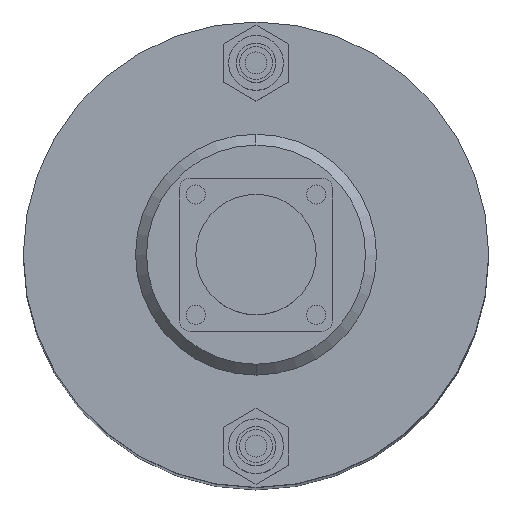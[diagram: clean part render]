
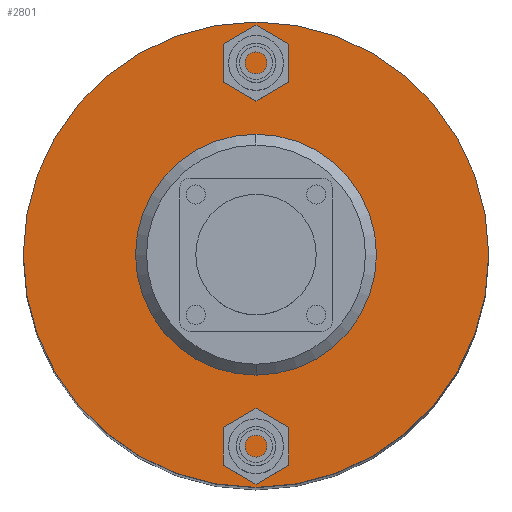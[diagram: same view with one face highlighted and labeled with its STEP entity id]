
A CAD part, top view. The second image highlights one B-rep face of the part: STEP entity #2801.
In plain terms, the highlighted face is planar.
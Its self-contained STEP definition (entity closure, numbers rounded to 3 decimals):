
#131 = DIRECTION ( 'NONE',  ( 1., 0., 0. ) ) ;
#427 = VERTEX_POINT ( 'NONE', #1344 ) ;
#432 = ORIENTED_EDGE ( 'NONE', *, *, #1097, .T. ) ;
#465 = EDGE_CURVE ( 'NONE', #4812, #427, #2918, .T. ) ;
#518 = EDGE_CURVE ( 'NONE', #427, #4812, #3833, .T. ) ;
#520 = DIRECTION ( 'NONE',  ( 0., 1., 0. ) ) ;
#664 = ORIENTED_EDGE ( 'NONE', *, *, #3224, .T. ) ;
#861 = CARTESIAN_POINT ( 'NONE',  ( 2., -22., 0. ) ) ;
#1096 = CARTESIAN_POINT ( 'NONE',  ( 2., 0., 0. ) ) ;
#1097 = EDGE_CURVE ( 'NONE', #3957, #3490, #2846, .T. ) ;
#1344 = CARTESIAN_POINT ( 'NONE',  ( 2., -42.5, 0. ) ) ;
#1397 = ORIENTED_EDGE ( 'NONE', *, *, #518, .F. ) ;
#1576 = AXIS2_PLACEMENT_3D ( 'NONE', #2589, #2537, #3710 ) ;
#1641 = CIRCLE ( 'NONE', #1899, 22. ) ;
#1776 = CARTESIAN_POINT ( 'NONE',  ( 2., 0., 0. ) ) ;
#1891 = AXIS2_PLACEMENT_3D ( 'NONE', #1776, #4076, #3692 ) ;
#1899 = AXIS2_PLACEMENT_3D ( 'NONE', #4032, #4050, #2486 ) ;
#2360 = CARTESIAN_POINT ( 'NONE',  ( 2., 42.5, 0. ) ) ;
#2367 = PLANE ( 'NONE',  #3089 ) ;
#2472 = FACE_BOUND ( 'NONE', #3228, .T. ) ;
#2486 = DIRECTION ( 'NONE',  ( 0., 1., 0. ) ) ;
#2537 = DIRECTION ( 'NONE',  ( 1., 0., 0. ) ) ;
#2589 = CARTESIAN_POINT ( 'NONE',  ( 2., 0., 0. ) ) ;
#2801 = ADVANCED_FACE ( 'NONE', ( #4889, #2472 ), #2367, .F. ) ;
#2846 = CIRCLE ( 'NONE', #4682, 22. ) ;
#2918 = CIRCLE ( 'NONE', #1891, 42.5 ) ;
#2922 = CARTESIAN_POINT ( 'NONE',  ( 2., 22., 0. ) ) ;
#3043 = DIRECTION ( 'NONE',  ( 0., 1., 0. ) ) ;
#3089 = AXIS2_PLACEMENT_3D ( 'NONE', #861, #131, #520 ) ;
#3224 = EDGE_CURVE ( 'NONE', #3490, #3957, #1641, .T. ) ;
#3228 = EDGE_LOOP ( 'NONE', ( #432, #664 ) ) ;
#3431 = EDGE_LOOP ( 'NONE', ( #3899, #1397 ) ) ;
#3490 = VERTEX_POINT ( 'NONE', #4484 ) ;
#3692 = DIRECTION ( 'NONE',  ( 0., 1., 0. ) ) ;
#3710 = DIRECTION ( 'NONE',  ( 0., 1., 0. ) ) ;
#3833 = CIRCLE ( 'NONE', #1576, 42.5 ) ;
#3899 = ORIENTED_EDGE ( 'NONE', *, *, #465, .F. ) ;
#3957 = VERTEX_POINT ( 'NONE', #2922 ) ;
#4032 = CARTESIAN_POINT ( 'NONE',  ( 2., 0., 0. ) ) ;
#4050 = DIRECTION ( 'NONE',  ( 1., 0., 0. ) ) ;
#4076 = DIRECTION ( 'NONE',  ( 1., 0., 0. ) ) ;
#4219 = DIRECTION ( 'NONE',  ( 1., 0., 0. ) ) ;
#4484 = CARTESIAN_POINT ( 'NONE',  ( 2., -22., 0. ) ) ;
#4682 = AXIS2_PLACEMENT_3D ( 'NONE', #1096, #4219, #3043 ) ;
#4812 = VERTEX_POINT ( 'NONE', #2360 ) ;
#4889 = FACE_OUTER_BOUND ( 'NONE', #3431, .T. ) ;
